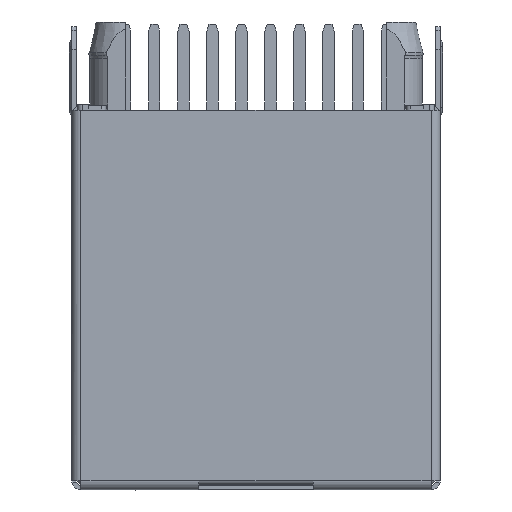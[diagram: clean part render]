
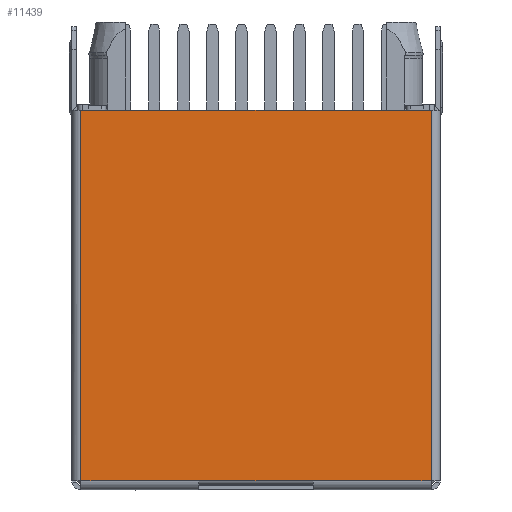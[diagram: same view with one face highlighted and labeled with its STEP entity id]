
A CAD part, left-side view. The second image highlights one B-rep face of the part: STEP entity #11439.
In plain terms, the highlighted face is planar.
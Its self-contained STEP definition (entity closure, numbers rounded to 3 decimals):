
#5754=DIRECTION('',(0.,-1.,0.));
#5755=VECTOR('',#5754,5.);
#5756=CARTESIAN_POINT('',(-7.9,2.5,0.));
#5757=LINE('',#5756,#5755);
#5758=DIRECTION('',(0.,1.,0.));
#5759=VECTOR('',#5758,15.3);
#5760=CARTESIAN_POINT('',(8.3,-7.65,0.));
#5761=LINE('',#5760,#5759);
#5775=DIRECTION('',(0.,-1.,0.));
#5776=VECTOR('',#5775,5.15);
#5777=CARTESIAN_POINT('',(-7.9,-2.5,0.));
#5778=LINE('',#5777,#5776);
#5784=DIRECTION('',(0.,-1.,0.));
#5785=VECTOR('',#5784,5.15);
#5786=CARTESIAN_POINT('',(-7.9,7.65,0.));
#5787=LINE('',#5786,#5785);
#5840=DIRECTION('',(-1.,0.,0.));
#5841=VECTOR('',#5840,16.2);
#5842=CARTESIAN_POINT('',(8.3,7.65,0.));
#5843=LINE('',#5842,#5841);
#6930=DIRECTION('',(1.,0.,0.));
#6931=VECTOR('',#6930,16.2);
#6932=CARTESIAN_POINT('',(-7.9,-7.65,0.));
#6933=LINE('',#6932,#6931);
#10312=CARTESIAN_POINT('',(8.3,-7.65,0.));
#10313=CARTESIAN_POINT('',(8.3,7.65,0.));
#10314=VERTEX_POINT('',#10312);
#10315=VERTEX_POINT('',#10313);
#10660=CARTESIAN_POINT('',(-7.9,2.5,0.));
#10661=CARTESIAN_POINT('',(-7.9,-2.5,0.));
#10662=VERTEX_POINT('',#10660);
#10663=VERTEX_POINT('',#10661);
#10832=CARTESIAN_POINT('',(-7.9,-7.65,0.));
#10833=VERTEX_POINT('',#10832);
#10836=CARTESIAN_POINT('',(-7.9,7.65,0.));
#10837=VERTEX_POINT('',#10836);
#11420=CARTESIAN_POINT('',(0.,0.,0.));
#11421=DIRECTION('',(0.,0.,1.));
#11422=DIRECTION('',(1.,0.,0.));
#11423=AXIS2_PLACEMENT_3D('',#11420,#11421,#11422);
#11424=PLANE('',#11423);
#11426=ORIENTED_EDGE('',*,*,#11425,.T.);
#11428=ORIENTED_EDGE('',*,*,#11427,.T.);
#11430=ORIENTED_EDGE('',*,*,#11429,.T.);
#11432=ORIENTED_EDGE('',*,*,#11431,.T.);
#11434=ORIENTED_EDGE('',*,*,#11433,.T.);
#11436=ORIENTED_EDGE('',*,*,#11435,.T.);
#11437=EDGE_LOOP('',(#11426,#11428,#11430,#11432,#11434,#11436));
#11438=FACE_OUTER_BOUND('',#11437,.F.);
#11439=ADVANCED_FACE('',(#11438),#11424,.F.);
#11425=EDGE_CURVE('',#10662,#10663,#5757,.T.);
#11427=EDGE_CURVE('',#10663,#10833,#5778,.T.);
#11429=EDGE_CURVE('',#10833,#10314,#6933,.T.);
#11431=EDGE_CURVE('',#10314,#10315,#5761,.T.);
#11433=EDGE_CURVE('',#10315,#10837,#5843,.T.);
#11435=EDGE_CURVE('',#10837,#10662,#5787,.T.);
